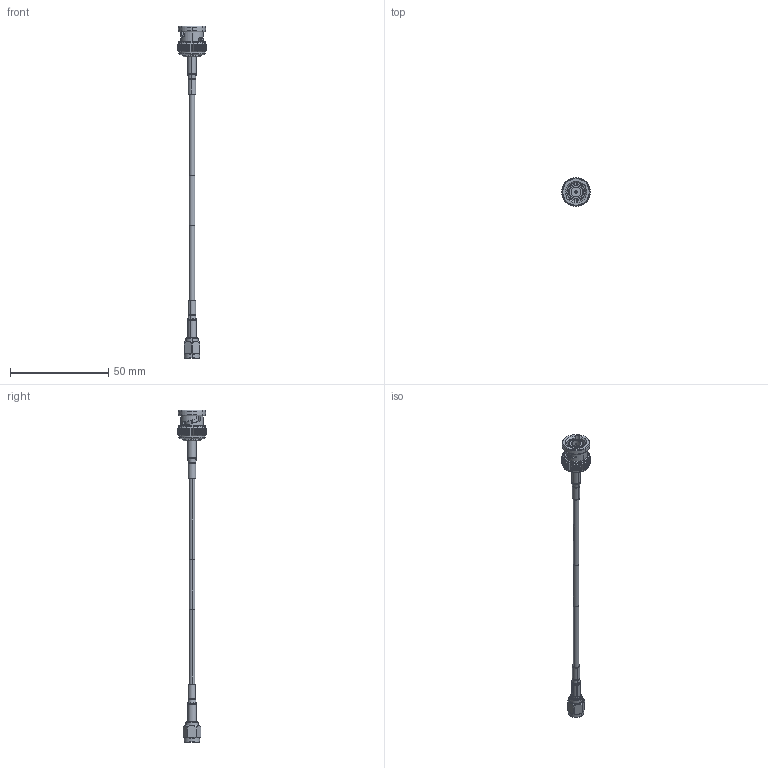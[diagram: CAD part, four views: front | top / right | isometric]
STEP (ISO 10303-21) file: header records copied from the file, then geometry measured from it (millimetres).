
FILE_DESCRIPTION (( 'STEP AP214' ), '1' );
FILE_NAME ('FMCA3171_3D.step', '2023-05-01T21:42:15', ( '' ), ( '' ), 'SwSTEP 2.0', 'SolidWorks 2022', '' );
FILE_SCHEMA (( 'AUTOMOTIVE_DESIGN' ));
Length unit declared in the file: inch
Products named in the file (5): CA-100-MA1_.75" LENGTH; SC7060_CRIMPED; PE45045 ¦ SC6031; FMCA3171_3D; LMR-100A-PVC-FM_5 INCH CABLE WITH LABEL
Assembly tree (5 placements, depth 2):
  FMCA3171_3D
    LMR-100A-PVC-FM_5 INCH CABLE WITH LABEL
    CA-100-MA1_.75" LENGTH  x2
    PE45045 ¦ SC6031
    SC7060_CRIMPED
Bounding box: 14.46 x 14.46 x 168.73 mm (x, y, z)
Volume: 2923.7 mm3; surface area: 5166.4 mm2
Topology: 8 solids, 9 shells, 692 faces, 1623 edges, 973 vertices
Faces by surface type: plane 274, cylinder 218, cone 165, torus 20, bspline 15
Entity records: 22396 total; most frequent: CARTESIAN_POINT 6294, DIRECTION 3170, ORIENTED_EDGE 3158, EDGE_CURVE 1579, AXIS2_PLACEMENT_3D 1264, VERTEX_POINT 949, EDGE_LOOP 706, FACE_OUTER_BOUND 670
